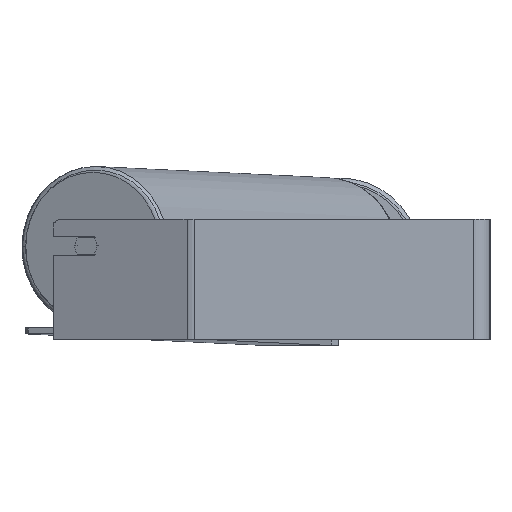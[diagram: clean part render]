
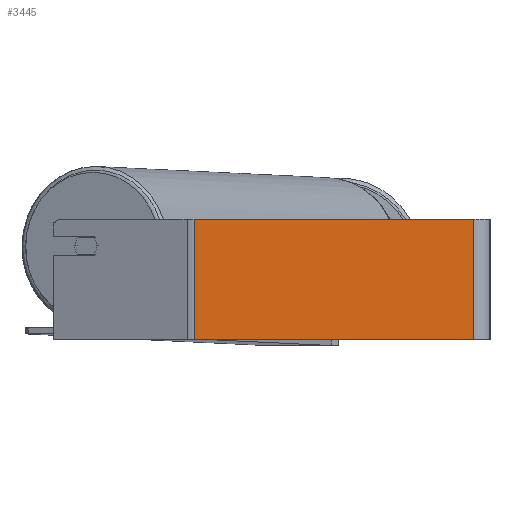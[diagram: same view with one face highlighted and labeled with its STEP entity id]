
A CAD part, left-side view. The second image highlights one B-rep face of the part: STEP entity #3445.
In plain terms, the highlighted planar face has unit normal (-1, 0, 0).
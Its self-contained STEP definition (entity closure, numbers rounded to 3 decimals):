
#144 = DIRECTION ( 'NONE',  ( 0., -1., 0. ) ) ;
#231 = EDGE_CURVE ( 'NONE', #4082, #8416, #8342, .T. ) ;
#428 = EDGE_CURVE ( 'NONE', #5782, #8416, #8424, .T. ) ;
#698 = EDGE_CURVE ( 'NONE', #9014, #5782, #7387, .T. ) ;
#1201 = CARTESIAN_POINT ( 'NONE',  ( -745., 249.667, 50. ) ) ;
#1646 = CARTESIAN_POINT ( 'NONE',  ( -745., 14., 50. ) ) ;
#1781 = ORIENTED_EDGE ( 'NONE', *, *, #7633, .F. ) ;
#1893 = CARTESIAN_POINT ( 'NONE',  ( -745., 249.667, -50. ) ) ;
#1996 = CARTESIAN_POINT ( 'NONE',  ( -745., 246.563, 50. ) ) ;
#2301 = EDGE_LOOP ( 'NONE', ( #6917, #3668, #1781, #7262 ) ) ;
#2423 = AXIS2_PLACEMENT_3D ( 'NONE', #1201, #2606, #5500 ) ;
#2606 = DIRECTION ( 'NONE',  ( 1., 0., 0. ) ) ;
#2607 = DIRECTION ( 'NONE',  ( 0., 0., -1. ) ) ;
#2871 = VECTOR ( 'NONE', #9112, 1000. ) ;
#3320 = PLANE ( 'NONE',  #2423 ) ;
#3445 = ADVANCED_FACE ( 'NONE', ( #4732 ), #3320, .F. ) ;
#3668 = ORIENTED_EDGE ( 'NONE', *, *, #231, .F. ) ;
#3806 = CARTESIAN_POINT ( 'NONE',  ( -745., 246.563, 50. ) ) ;
#4082 = VERTEX_POINT ( 'NONE', #1646 ) ;
#4207 = CARTESIAN_POINT ( 'NONE',  ( -745., 14., 50. ) ) ;
#4382 = LINE ( 'NONE', #8128, #7490 ) ;
#4463 = DIRECTION ( 'NONE',  ( 0., 0., -1. ) ) ;
#4732 = FACE_OUTER_BOUND ( 'NONE', #2301, .T. ) ;
#4985 = CARTESIAN_POINT ( 'NONE',  ( -745., 246.563, -50. ) ) ;
#5291 = VECTOR ( 'NONE', #2607, 1000. ) ;
#5500 = DIRECTION ( 'NONE',  ( 0., 0., -1. ) ) ;
#5635 = CARTESIAN_POINT ( 'NONE',  ( -745., 14., -50. ) ) ;
#5782 = VERTEX_POINT ( 'NONE', #4985 ) ;
#6917 = ORIENTED_EDGE ( 'NONE', *, *, #428, .T. ) ;
#7262 = ORIENTED_EDGE ( 'NONE', *, *, #698, .T. ) ;
#7387 = LINE ( 'NONE', #3806, #8922 ) ;
#7490 = VECTOR ( 'NONE', #144, 1000. ) ;
#7633 = EDGE_CURVE ( 'NONE', #9014, #4082, #4382, .T. ) ;
#8128 = CARTESIAN_POINT ( 'NONE',  ( -745., 249.667, 50. ) ) ;
#8342 = LINE ( 'NONE', #4207, #5291 ) ;
#8416 = VERTEX_POINT ( 'NONE', #5635 ) ;
#8424 = LINE ( 'NONE', #1893, #2871 ) ;
#8922 = VECTOR ( 'NONE', #4463, 1000. ) ;
#9014 = VERTEX_POINT ( 'NONE', #1996 ) ;
#9112 = DIRECTION ( 'NONE',  ( 0., -1., 0. ) ) ;
